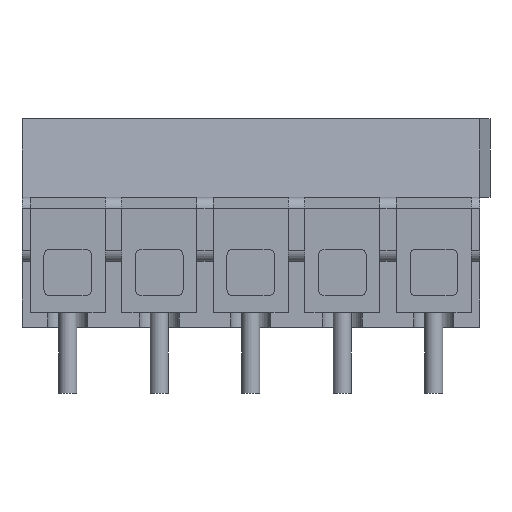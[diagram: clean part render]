
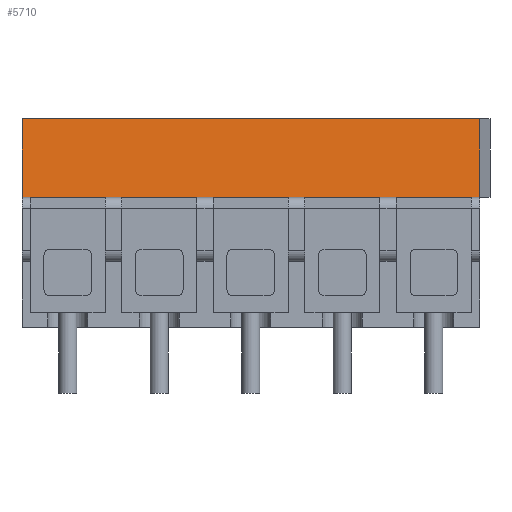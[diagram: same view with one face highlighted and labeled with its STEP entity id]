
A CAD part, front view. The second image highlights one B-rep face of the part: STEP entity #5710.
In plain terms, the highlighted planar face has unit normal (0, -0.993, 0.122).
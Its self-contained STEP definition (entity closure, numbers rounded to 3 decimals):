
#376 = PLANE('',#377);
#377 = AXIS2_PLACEMENT_3D('',#378,#379,#380);
#378 = CARTESIAN_POINT('',(10.,-3.906,7.1));
#379 = DIRECTION('',(0.,0.,1.));
#380 = DIRECTION('',(0.,1.,0.));
#1290 = VERTEX_POINT('',#1291);
#1291 = CARTESIAN_POINT('',(22.5,-3.506,7.1));
#1305 = PLANE('',#1306);
#1306 = AXIS2_PLACEMENT_3D('',#1307,#1308,#1309);
#1307 = CARTESIAN_POINT('',(22.5,-0.291,5.692));
#1308 = DIRECTION('',(1.,0.,0.));
#1309 = DIRECTION('',(0.,0.,1.));
#1317 = EDGE_CURVE('',#1318,#1290,#1320,.T.);
#1318 = VERTEX_POINT('',#1319);
#1319 = CARTESIAN_POINT('',(-2.5,-3.506,7.1));
#1320 = SURFACE_CURVE('',#1321,(#1325,#1332),.PCURVE_S1.);
#1321 = LINE('',#1322,#1323);
#1322 = CARTESIAN_POINT('',(-2.5,-3.506,7.1));
#1323 = VECTOR('',#1324,1.);
#1324 = DIRECTION('',(1.,0.,0.));
#1325 = PCURVE('',#376,#1326);
#1326 = DEFINITIONAL_REPRESENTATION('',(#1327),#1331);
#1327 = LINE('',#1328,#1329);
#1328 = CARTESIAN_POINT('',(0.4,12.5));
#1329 = VECTOR('',#1330,1.);
#1330 = DIRECTION('',(0.,-1.));
#1331 = ( GEOMETRIC_REPRESENTATION_CONTEXT(2)
PARAMETRIC_REPRESENTATION_CONTEXT() REPRESENTATION_CONTEXT('2D SPACE',''
) );
#1332 = PCURVE('',#1333,#1338);
#1333 = PLANE('',#1334);
#1334 = AXIS2_PLACEMENT_3D('',#1335,#1336,#1337);
#1335 = CARTESIAN_POINT('',(-2.5,-2.976,11.4));
#1336 = DIRECTION('',(0.,0.992,-0.122));
#1337 = DIRECTION('',(0.,-0.122,-0.992));
#1338 = DEFINITIONAL_REPRESENTATION('',(#1339),#1343);
#1339 = LINE('',#1340,#1341);
#1340 = CARTESIAN_POINT('',(4.333,0.));
#1341 = VECTOR('',#1342,1.);
#1342 = DIRECTION('',(0.,-1.));
#1343 = ( GEOMETRIC_REPRESENTATION_CONTEXT(2)
PARAMETRIC_REPRESENTATION_CONTEXT() REPRESENTATION_CONTEXT('2D SPACE',''
) );
#1361 = PLANE('',#1362);
#1362 = AXIS2_PLACEMENT_3D('',#1363,#1364,#1365);
#1363 = CARTESIAN_POINT('',(-2.5,-0.291,5.692));
#1364 = DIRECTION('',(-1.,-0.,-0.));
#1365 = DIRECTION('',(0.,0.,-1.));
#5441 = PLANE('',#5442);
#5442 = AXIS2_PLACEMENT_3D('',#5443,#5444,#5445);
#5443 = CARTESIAN_POINT('',(10.044,-0.003,11.4));
#5444 = DIRECTION('',(0.,0.,1.));
#5445 = DIRECTION('',(0.,1.,0.));
#5645 = VERTEX_POINT('',#5646);
#5646 = CARTESIAN_POINT('',(22.5,-2.976,11.4));
#5667 = EDGE_CURVE('',#5645,#1290,#5668,.T.);
#5668 = SURFACE_CURVE('',#5669,(#5673,#5680),.PCURVE_S1.);
#5669 = LINE('',#5670,#5671);
#5670 = CARTESIAN_POINT('',(22.5,-2.976,11.4));
#5671 = VECTOR('',#5672,1.);
#5672 = DIRECTION('',(0.,-0.122,-0.992));
#5673 = PCURVE('',#1305,#5674);
#5674 = DEFINITIONAL_REPRESENTATION('',(#5675),#5679);
#5675 = LINE('',#5676,#5677);
#5676 = CARTESIAN_POINT('',(5.708,2.685));
#5677 = VECTOR('',#5678,1.);
#5678 = DIRECTION('',(-0.992,0.122));
#5679 = ( GEOMETRIC_REPRESENTATION_CONTEXT(2)
PARAMETRIC_REPRESENTATION_CONTEXT() REPRESENTATION_CONTEXT('2D SPACE',''
) );
#5680 = PCURVE('',#1333,#5681);
#5681 = DEFINITIONAL_REPRESENTATION('',(#5682),#5686);
#5682 = LINE('',#5683,#5684);
#5683 = CARTESIAN_POINT('',(0.,-25.));
#5684 = VECTOR('',#5685,1.);
#5685 = DIRECTION('',(1.,0.));
#5686 = ( GEOMETRIC_REPRESENTATION_CONTEXT(2)
PARAMETRIC_REPRESENTATION_CONTEXT() REPRESENTATION_CONTEXT('2D SPACE',''
) );
#5710 = ADVANCED_FACE('',(#5711),#1333,.F.);
#5711 = FACE_BOUND('',#5712,.F.);
#5712 = EDGE_LOOP('',(#5713,#5736,#5737,#5738));
#5713 = ORIENTED_EDGE('',*,*,#5714,.T.);
#5714 = EDGE_CURVE('',#5715,#5645,#5717,.T.);
#5715 = VERTEX_POINT('',#5716);
#5716 = CARTESIAN_POINT('',(-2.5,-2.976,11.4));
#5717 = SURFACE_CURVE('',#5718,(#5722,#5729),.PCURVE_S1.);
#5718 = LINE('',#5719,#5720);
#5719 = CARTESIAN_POINT('',(-2.5,-2.976,11.4));
#5720 = VECTOR('',#5721,1.);
#5721 = DIRECTION('',(1.,0.,0.));
#5722 = PCURVE('',#1333,#5723);
#5723 = DEFINITIONAL_REPRESENTATION('',(#5724),#5728);
#5724 = LINE('',#5725,#5726);
#5725 = CARTESIAN_POINT('',(0.,0.));
#5726 = VECTOR('',#5727,1.);
#5727 = DIRECTION('',(0.,-1.));
#5728 = ( GEOMETRIC_REPRESENTATION_CONTEXT(2)
PARAMETRIC_REPRESENTATION_CONTEXT() REPRESENTATION_CONTEXT('2D SPACE',''
) );
#5729 = PCURVE('',#5441,#5730);
#5730 = DEFINITIONAL_REPRESENTATION('',(#5731),#5735);
#5731 = LINE('',#5732,#5733);
#5732 = CARTESIAN_POINT('',(-2.973,12.544));
#5733 = VECTOR('',#5734,1.);
#5734 = DIRECTION('',(0.,-1.));
#5735 = ( GEOMETRIC_REPRESENTATION_CONTEXT(2)
PARAMETRIC_REPRESENTATION_CONTEXT() REPRESENTATION_CONTEXT('2D SPACE',''
) );
#5736 = ORIENTED_EDGE('',*,*,#5667,.T.);
#5737 = ORIENTED_EDGE('',*,*,#1317,.F.);
#5738 = ORIENTED_EDGE('',*,*,#5739,.F.);
#5739 = EDGE_CURVE('',#5715,#1318,#5740,.T.);
#5740 = SURFACE_CURVE('',#5741,(#5745,#5752),.PCURVE_S1.);
#5741 = LINE('',#5742,#5743);
#5742 = CARTESIAN_POINT('',(-2.5,-2.976,11.4));
#5743 = VECTOR('',#5744,1.);
#5744 = DIRECTION('',(0.,-0.122,-0.992));
#5745 = PCURVE('',#1333,#5746);
#5746 = DEFINITIONAL_REPRESENTATION('',(#5747),#5751);
#5747 = LINE('',#5748,#5749);
#5748 = CARTESIAN_POINT('',(0.,0.));
#5749 = VECTOR('',#5750,1.);
#5750 = DIRECTION('',(1.,0.));
#5751 = ( GEOMETRIC_REPRESENTATION_CONTEXT(2)
PARAMETRIC_REPRESENTATION_CONTEXT() REPRESENTATION_CONTEXT('2D SPACE',''
) );
#5752 = PCURVE('',#1361,#5753);
#5753 = DEFINITIONAL_REPRESENTATION('',(#5754),#5758);
#5754 = LINE('',#5755,#5756);
#5755 = CARTESIAN_POINT('',(-5.708,2.685));
#5756 = VECTOR('',#5757,1.);
#5757 = DIRECTION('',(0.992,0.122));
#5758 = ( GEOMETRIC_REPRESENTATION_CONTEXT(2)
PARAMETRIC_REPRESENTATION_CONTEXT() REPRESENTATION_CONTEXT('2D SPACE',''
) );
